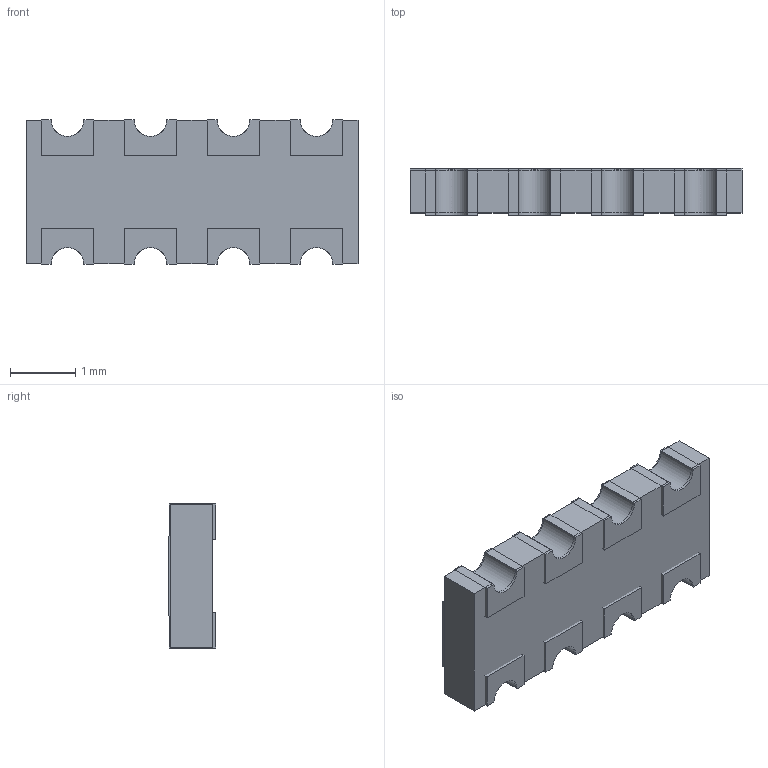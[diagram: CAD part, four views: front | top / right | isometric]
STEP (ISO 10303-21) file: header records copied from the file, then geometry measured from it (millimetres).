
FILE_DESCRIPTION (( 'STEP AP214' ), '1' );
FILE_NAME ('EXB-S8V101J.STEP', '2025-03-17T09:13:00', ( '' ), ( '' ), 'SwSTEP 2.0', 'SolidWorks 2024', '' );
FILE_SCHEMA (( 'AUTOMOTIVE_DESIGN' ));
Length unit declared in the file: millimetre
Products named in the file (1): EXB-S8V101J
Bounding box: 5.08 x 0.72 x 2.2 mm (x, y, z)
Surface area: 66.9 mm2
Topology: 10 solids, 10 shells, 100 faces, 240 edges, 160 vertices
Faces by surface type: plane 76, cylinder 24
Entity records: 3832 total; most frequent: CARTESIAN_POINT 501, DIRECTION 490, ORIENTED_EDGE 480, EDGE_CURVE 240, VECTOR 192, LINE 192, VERTEX_POINT 160, AXIS2_PLACEMENT_3D 149
